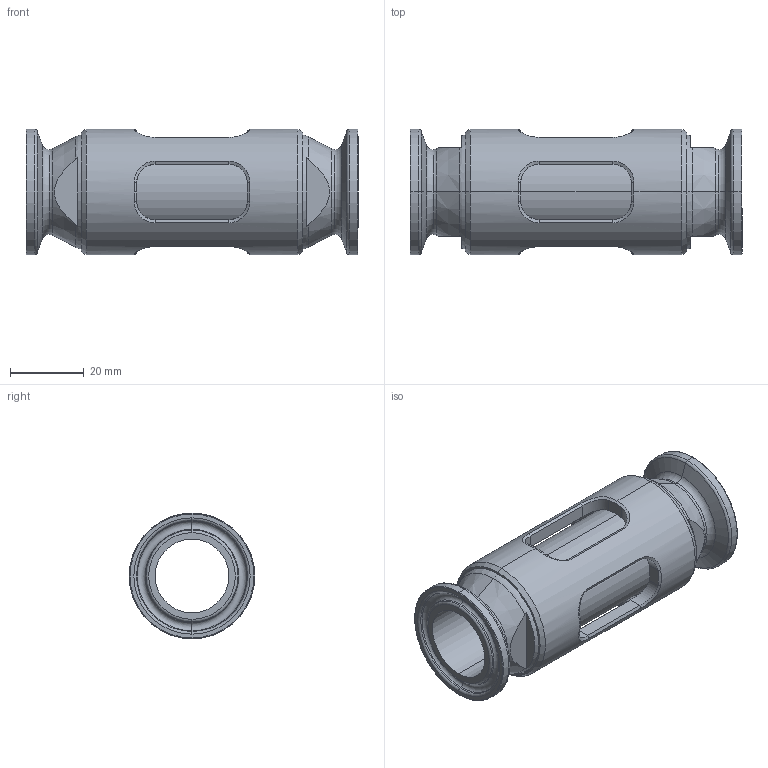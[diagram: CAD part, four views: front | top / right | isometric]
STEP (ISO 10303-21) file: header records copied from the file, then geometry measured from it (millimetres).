
FILE_DESCRIPTION (( 'STEP AP214' ), '1' );
FILE_NAME ('SG.SV.D020.STEP', '2020-02-10T14:27:44', ( '' ), ( '' ), 'SwSTEP 2.0', 'SolidWorks 2019', '' );
FILE_SCHEMA (( 'AUTOMOTIVE_DESIGN' ));
Length unit declared in the file: millimetre
Products named in the file (6): SG.SV.D020; C0444 - SVFI FLANGE ENDS_DN20; C0444 - VFI ORINGS_DN20C; C0444 - SVFI BODIES_DN20; C0444 - VFI ORINGS_DN20S; DIN 32676 - STD - VFI - GLASS_DN20
Assembly tree (8 placements, depth 2):
  SG.SV.D020
    C0444 - SVFI BODIES_DN20
    C0444 - VFI ORINGS_DN20S  x2
    C0444 - SVFI FLANGE ENDS_DN20  x2
    C0444 - VFI ORINGS_DN20C  x2
    DIN 32676 - STD - VFI - GLASS_DN20
Bounding box: 90 x 34 x 34 mm (x, y, z)
Volume: 33523.3 mm3; surface area: 32399.2 mm2
Topology: 8 solids, 8 shells, 320 faces, 746 edges, 446 vertices
Faces by surface type: cylinder 96, torus 88, plane 58, cone 50, bspline 28
Entity records: 14761 total; most frequent: CARTESIAN_POINT 9279, ORIENTED_EDGE 1128, DIRECTION 1090, EDGE_CURVE 564, AXIS2_PLACEMENT_3D 470, VERTEX_POINT 340, EDGE_LOOP 262, CIRCLE 245
